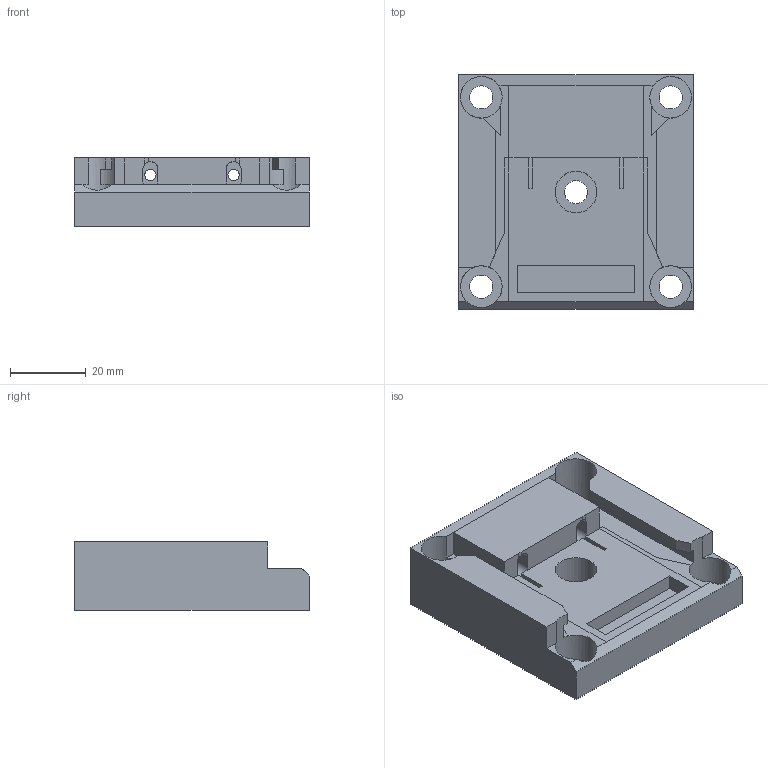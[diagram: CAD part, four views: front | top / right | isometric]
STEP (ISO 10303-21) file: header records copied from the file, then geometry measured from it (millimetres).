
FILE_DESCRIPTION(('FreeCAD Model'),'2;1');
FILE_NAME('Open CASCADE Shape Model','2023-10-03T08:53:34',(''),(''), 'Open CASCADE STEP processor 7.5','FreeCAD','Unknown');
FILE_SCHEMA(('AUTOMOTIVE_DESIGN { 1 0 10303 214 1 1 1 1 }'));
Length unit declared in the file: millimetre
Products named in the file (1): battery_adapter_einhell_x-change
Bounding box: 62 x 62 x 18 mm (x, y, z)
Volume: 46668.4 mm3; surface area: 15844.4 mm2
Topology: 1 solids, 1 shells, 86 faces, 234 edges, 152 vertices
Faces by surface type: plane 70, cylinder 16
Full cylindrical faces by diameter (mm): 3 x2, 6.1 x5, 11 x5
Entity records: 5906 total; most frequent: CARTESIAN_POINT 1149, DIRECTION 906, LINE 572, VECTOR 572, ORIENTED_EDGE 468, PCURVE 468, DEFINITIONAL_REPRESENTATION 468, EDGE_CURVE 234
